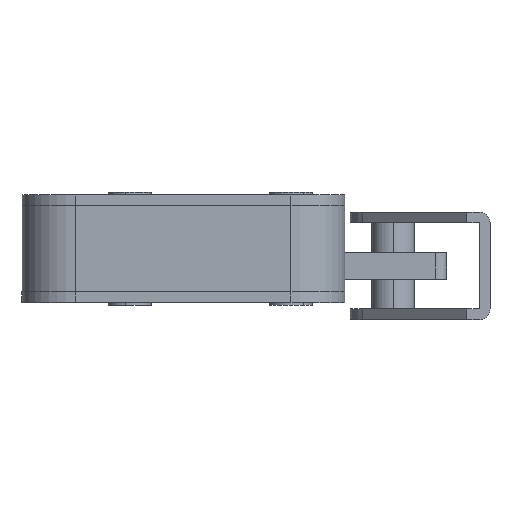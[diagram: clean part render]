
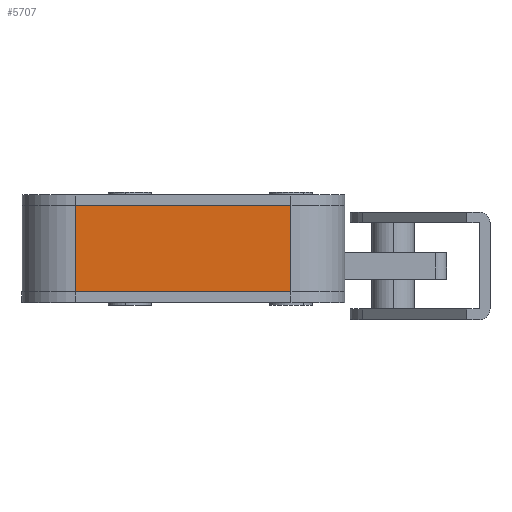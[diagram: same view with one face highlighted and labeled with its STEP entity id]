
A CAD part, front view. The second image highlights one B-rep face of the part: STEP entity #5707.
In plain terms, the highlighted face is planar.
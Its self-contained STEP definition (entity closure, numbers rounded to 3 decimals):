
#288 = ORIENTED_EDGE ( 'NONE', *, *, #4467, .T. ) ;
#1764 = LINE ( 'NONE', #11755, #4254 ) ;
#1926 = DIRECTION ( 'NONE',  ( 0., 1., 0. ) ) ;
#1966 = PLANE ( 'NONE',  #5725 ) ;
#1994 = VECTOR ( 'NONE', #6050, 1000. ) ;
#2140 = CARTESIAN_POINT ( 'NONE',  ( -12., -20., 8. ) ) ;
#2153 = CARTESIAN_POINT ( 'NONE',  ( -12., 30., 8. ) ) ;
#2343 = CARTESIAN_POINT ( 'NONE',  ( -12., -20., -8. ) ) ;
#2729 = VERTEX_POINT ( 'NONE', #4449 ) ;
#2935 = LINE ( 'NONE', #2153, #1994 ) ;
#3128 = DIRECTION ( 'NONE',  ( 0., 0., 1. ) ) ;
#3238 = ORIENTED_EDGE ( 'NONE', *, *, #9085, .F. ) ;
#3957 = LINE ( 'NONE', #8155, #10598 ) ;
#3998 = CARTESIAN_POINT ( 'NONE',  ( -12., 30., 8. ) ) ;
#4254 = VECTOR ( 'NONE', #7738, 1000. ) ;
#4449 = CARTESIAN_POINT ( 'NONE',  ( -12., 20., -8. ) ) ;
#4467 = EDGE_CURVE ( 'NONE', #2729, #8652, #3957, .T. ) ;
#5122 = DIRECTION ( 'NONE',  ( 0., -1., 0. ) ) ;
#5707 = ADVANCED_FACE ( 'NONE', ( #7956 ), #1966, .F. ) ;
#5725 = AXIS2_PLACEMENT_3D ( 'NONE', #3998, #11913, #1926 ) ;
#6050 = DIRECTION ( 'NONE',  ( 0., -1., 0. ) ) ;
#6184 = EDGE_CURVE ( 'NONE', #11363, #2729, #1764, .T. ) ;
#7561 = VECTOR ( 'NONE', #3128, 1000. ) ;
#7738 = DIRECTION ( 'NONE',  ( 0., 0., -1. ) ) ;
#7749 = VERTEX_POINT ( 'NONE', #2140 ) ;
#7956 = FACE_OUTER_BOUND ( 'NONE', #10039, .T. ) ;
#8155 = CARTESIAN_POINT ( 'NONE',  ( -12., 30., -8. ) ) ;
#8652 = VERTEX_POINT ( 'NONE', #2343 ) ;
#9085 = EDGE_CURVE ( 'NONE', #11363, #7749, #2935, .T. ) ;
#9544 = EDGE_CURVE ( 'NONE', #8652, #7749, #12215, .T. ) ;
#10039 = EDGE_LOOP ( 'NONE', ( #288, #11061, #3238, #12425 ) ) ;
#10083 = CARTESIAN_POINT ( 'NONE',  ( -12., -20., 8. ) ) ;
#10598 = VECTOR ( 'NONE', #5122, 1000. ) ;
#11061 = ORIENTED_EDGE ( 'NONE', *, *, #9544, .T. ) ;
#11363 = VERTEX_POINT ( 'NONE', #12035 ) ;
#11755 = CARTESIAN_POINT ( 'NONE',  ( -12., 20., 8. ) ) ;
#11913 = DIRECTION ( 'NONE',  ( 1., 0., 0. ) ) ;
#12035 = CARTESIAN_POINT ( 'NONE',  ( -12., 20., 8. ) ) ;
#12215 = LINE ( 'NONE', #10083, #7561 ) ;
#12425 = ORIENTED_EDGE ( 'NONE', *, *, #6184, .T. ) ;
